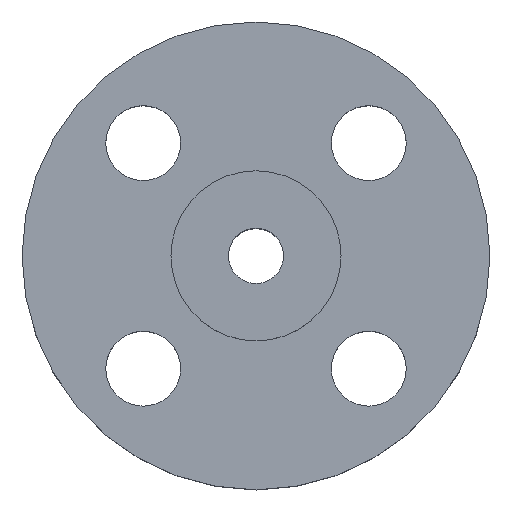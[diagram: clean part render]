
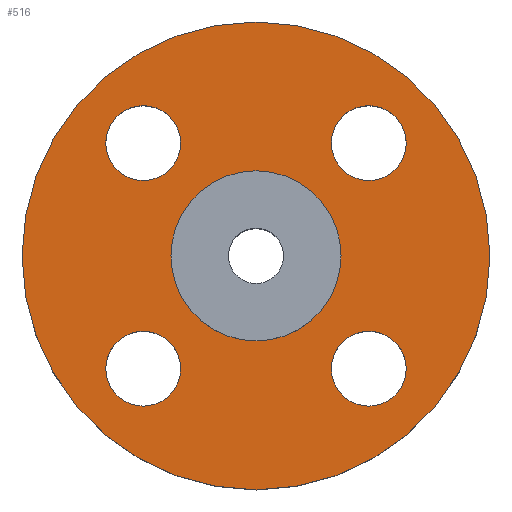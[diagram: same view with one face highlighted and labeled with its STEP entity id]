
A CAD part, top view. The second image highlights one B-rep face of the part: STEP entity #516.
In plain terms, the highlighted planar face has unit normal (0, 0, 1).
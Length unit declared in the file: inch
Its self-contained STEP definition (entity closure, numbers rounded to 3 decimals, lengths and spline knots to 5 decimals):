
#5 = DIRECTION ( 'NONE',  ( 1., 0., 0. ) ) ;
#6 = CARTESIAN_POINT ( 'NONE',  ( 1.32583, -0.88583, 0. ) ) ;
#11 = AXIS2_PLACEMENT_3D ( 'NONE', #238, #289, #595 ) ;
#12 = DIRECTION ( 'NONE',  ( 0., 0., 1. ) ) ;
#18 = EDGE_CURVE ( 'NONE', #176, #428, #394, .T. ) ;
#28 = EDGE_CURVE ( 'NONE', #311, #365, #92, .T. ) ;
#48 = DIRECTION ( 'NONE',  ( 1., 0., 0. ) ) ;
#51 = DIRECTION ( 'NONE',  ( 0., 0., 1. ) ) ;
#52 = VERTEX_POINT ( 'NONE', #6 ) ;
#54 = AXIS2_PLACEMENT_3D ( 'NONE', #666, #51, #48 ) ;
#69 = CARTESIAN_POINT ( 'NONE',  ( -1.32583, -1.32583, 0. ) ) ;
#74 = CARTESIAN_POINT ( 'NONE',  ( -2.75, 0., 0. ) ) ;
#92 = CIRCLE ( 'NONE', #435, 0.44 ) ;
#96 = EDGE_CURVE ( 'NONE', #738, #658, #546, .T. ) ;
#99 = DIRECTION ( 'NONE',  ( 1., 0., 0. ) ) ;
#104 = VERTEX_POINT ( 'NONE', #585 ) ;
#122 = EDGE_CURVE ( 'NONE', #52, #539, #598, .T. ) ;
#126 = CIRCLE ( 'NONE', #54, 1. ) ;
#136 = EDGE_CURVE ( 'NONE', #365, #311, #216, .T. ) ;
#138 = CIRCLE ( 'NONE', #723, 0.44 ) ;
#141 = DIRECTION ( 'NONE',  ( 0., -1., 0. ) ) ;
#150 = VERTEX_POINT ( 'NONE', #217 ) ;
#154 = EDGE_CURVE ( 'NONE', #104, #150, #162, .T. ) ;
#155 = EDGE_LOOP ( 'NONE', ( #609, #172 ) ) ;
#158 = DIRECTION ( 'NONE',  ( -1., 0., 0. ) ) ;
#162 = CIRCLE ( 'NONE', #710, 1. ) ;
#172 = ORIENTED_EDGE ( 'NONE', *, *, #154, .F. ) ;
#176 = VERTEX_POINT ( 'NONE', #635 ) ;
#185 = CARTESIAN_POINT ( 'NONE',  ( 1.32583, -1.32583, 0. ) ) ;
#193 = FACE_BOUND ( 'NONE', #429, .T. ) ;
#198 = FACE_BOUND ( 'NONE', #767, .T. ) ;
#201 = DIRECTION ( 'NONE',  ( 0., -1., 0. ) ) ;
#216 = CIRCLE ( 'NONE', #573, 0.44 ) ;
#217 = CARTESIAN_POINT ( 'NONE',  ( -1., 0., 0. ) ) ;
#218 = AXIS2_PLACEMENT_3D ( 'NONE', #338, #460, #455 ) ;
#220 = CARTESIAN_POINT ( 'NONE',  ( 1.32583, -1.76583, 0. ) ) ;
#225 = CARTESIAN_POINT ( 'NONE',  ( 2.75, 0., 0. ) ) ;
#230 = CIRCLE ( 'NONE', #447, 2.75 ) ;
#233 = DIRECTION ( 'NONE',  ( 0., 0., 1. ) ) ;
#236 = EDGE_CURVE ( 'NONE', #428, #176, #759, .T. ) ;
#238 = CARTESIAN_POINT ( 'NONE',  ( -1.32583, 1.32583, 0. ) ) ;
#251 = CARTESIAN_POINT ( 'NONE',  ( 0., 0., 0. ) ) ;
#264 = DIRECTION ( 'NONE',  ( 1., 0., 0. ) ) ;
#270 = AXIS2_PLACEMENT_3D ( 'NONE', #480, #233, #99 ) ;
#289 = DIRECTION ( 'NONE',  ( 0., 0., 1. ) ) ;
#311 = VERTEX_POINT ( 'NONE', #791 ) ;
#315 = EDGE_CURVE ( 'NONE', #150, #104, #126, .T. ) ;
#338 = CARTESIAN_POINT ( 'NONE',  ( 0., 0., 0. ) ) ;
#339 = DIRECTION ( 'NONE',  ( 0., 0., 1. ) ) ;
#353 = ORIENTED_EDGE ( 'NONE', *, *, #466, .F. ) ;
#358 = EDGE_LOOP ( 'NONE', ( #681, #375 ) ) ;
#365 = VERTEX_POINT ( 'NONE', #415 ) ;
#368 = DIRECTION ( 'NONE',  ( 0., 0., 1. ) ) ;
#375 = ORIENTED_EDGE ( 'NONE', *, *, #236, .F. ) ;
#376 = ORIENTED_EDGE ( 'NONE', *, *, #402, .T. ) ;
#381 = CARTESIAN_POINT ( 'NONE',  ( -1.32583, 0.88583, 0. ) ) ;
#383 = EDGE_CURVE ( 'NONE', #658, #738, #138, .T. ) ;
#394 = CIRCLE ( 'NONE', #562, 0.44 ) ;
#396 = PLANE ( 'NONE',  #218 ) ;
#402 = EDGE_CURVE ( 'NONE', #729, #592, #230, .T. ) ;
#404 = DIRECTION ( 'NONE',  ( 1., 0., 0. ) ) ;
#409 = ORIENTED_EDGE ( 'NONE', *, *, #122, .F. ) ;
#415 = CARTESIAN_POINT ( 'NONE',  ( -0.88583, -1.32583, 0. ) ) ;
#426 = CARTESIAN_POINT ( 'NONE',  ( 0.88583, 1.32583, 0. ) ) ;
#428 = VERTEX_POINT ( 'NONE', #381 ) ;
#429 = EDGE_LOOP ( 'NONE', ( #353, #409 ) ) ;
#435 = AXIS2_PLACEMENT_3D ( 'NONE', #69, #815, #505 ) ;
#439 = ORIENTED_EDGE ( 'NONE', *, *, #383, .F. ) ;
#441 = FACE_BOUND ( 'NONE', #155, .T. ) ;
#443 = CARTESIAN_POINT ( 'NONE',  ( -1.32583, 1.32583, 0. ) ) ;
#445 = DIRECTION ( 'NONE',  ( 0., 1., 0. ) ) ;
#446 = AXIS2_PLACEMENT_3D ( 'NONE', #577, #645, #404 ) ;
#447 = AXIS2_PLACEMENT_3D ( 'NONE', #251, #810, #264 ) ;
#455 = DIRECTION ( 'NONE',  ( 1., 0., 0. ) ) ;
#460 = DIRECTION ( 'NONE',  ( 0., 0., 1. ) ) ;
#461 = CIRCLE ( 'NONE', #270, 2.75 ) ;
#466 = EDGE_CURVE ( 'NONE', #539, #52, #684, .T. ) ;
#477 = EDGE_LOOP ( 'NONE', ( #647, #558 ) ) ;
#480 = CARTESIAN_POINT ( 'NONE',  ( 0., 0., 0. ) ) ;
#501 = FACE_BOUND ( 'NONE', #477, .T. ) ;
#505 = DIRECTION ( 'NONE',  ( -1., 0., 0. ) ) ;
#516 = ADVANCED_FACE ( 'NONE', ( #193, #501, #753, #198, #441, #693 ), #396, .T. ) ;
#539 = VERTEX_POINT ( 'NONE', #220 ) ;
#546 = CIRCLE ( 'NONE', #446, 0.44 ) ;
#554 = DIRECTION ( 'NONE',  ( 0., 0., 1. ) ) ;
#558 = ORIENTED_EDGE ( 'NONE', *, *, #136, .F. ) ;
#562 = AXIS2_PLACEMENT_3D ( 'NONE', #443, #554, #445 ) ;
#563 = AXIS2_PLACEMENT_3D ( 'NONE', #185, #368, #201 ) ;
#572 = CARTESIAN_POINT ( 'NONE',  ( 1.32583, -1.32583, 0. ) ) ;
#573 = AXIS2_PLACEMENT_3D ( 'NONE', #778, #716, #158 ) ;
#577 = CARTESIAN_POINT ( 'NONE',  ( 1.32583, 1.32583, 0. ) ) ;
#585 = CARTESIAN_POINT ( 'NONE',  ( 1., 0., 0. ) ) ;
#592 = VERTEX_POINT ( 'NONE', #74 ) ;
#595 = DIRECTION ( 'NONE',  ( 0., 1., 0. ) ) ;
#598 = CIRCLE ( 'NONE', #669, 0.44 ) ;
#609 = ORIENTED_EDGE ( 'NONE', *, *, #315, .F. ) ;
#635 = CARTESIAN_POINT ( 'NONE',  ( -1.32583, 1.76583, 0. ) ) ;
#645 = DIRECTION ( 'NONE',  ( 0., 0., 1. ) ) ;
#647 = ORIENTED_EDGE ( 'NONE', *, *, #28, .F. ) ;
#649 = CARTESIAN_POINT ( 'NONE',  ( 0., 0., 0. ) ) ;
#657 = CARTESIAN_POINT ( 'NONE',  ( 1.32583, 1.32583, 0. ) ) ;
#658 = VERTEX_POINT ( 'NONE', #426 ) ;
#666 = CARTESIAN_POINT ( 'NONE',  ( 0., 0., 0. ) ) ;
#667 = ORIENTED_EDGE ( 'NONE', *, *, #783, .T. ) ;
#669 = AXIS2_PLACEMENT_3D ( 'NONE', #572, #339, #141 ) ;
#681 = ORIENTED_EDGE ( 'NONE', *, *, #18, .F. ) ;
#684 = CIRCLE ( 'NONE', #563, 0.44 ) ;
#693 = FACE_OUTER_BOUND ( 'NONE', #800, .T. ) ;
#710 = AXIS2_PLACEMENT_3D ( 'NONE', #649, #12, #775 ) ;
#716 = DIRECTION ( 'NONE',  ( 0., 0., 1. ) ) ;
#723 = AXIS2_PLACEMENT_3D ( 'NONE', #657, #788, #5 ) ;
#729 = VERTEX_POINT ( 'NONE', #225 ) ;
#730 = CARTESIAN_POINT ( 'NONE',  ( 1.76583, 1.32583, 0. ) ) ;
#738 = VERTEX_POINT ( 'NONE', #730 ) ;
#753 = FACE_BOUND ( 'NONE', #358, .T. ) ;
#759 = CIRCLE ( 'NONE', #11, 0.44 ) ;
#767 = EDGE_LOOP ( 'NONE', ( #789, #439 ) ) ;
#775 = DIRECTION ( 'NONE',  ( 1., 0., 0. ) ) ;
#778 = CARTESIAN_POINT ( 'NONE',  ( -1.32583, -1.32583, 0. ) ) ;
#783 = EDGE_CURVE ( 'NONE', #592, #729, #461, .T. ) ;
#788 = DIRECTION ( 'NONE',  ( 0., 0., 1. ) ) ;
#789 = ORIENTED_EDGE ( 'NONE', *, *, #96, .F. ) ;
#791 = CARTESIAN_POINT ( 'NONE',  ( -1.76583, -1.32583, 0. ) ) ;
#800 = EDGE_LOOP ( 'NONE', ( #376, #667 ) ) ;
#810 = DIRECTION ( 'NONE',  ( 0., 0., 1. ) ) ;
#815 = DIRECTION ( 'NONE',  ( 0., 0., 1. ) ) ;
